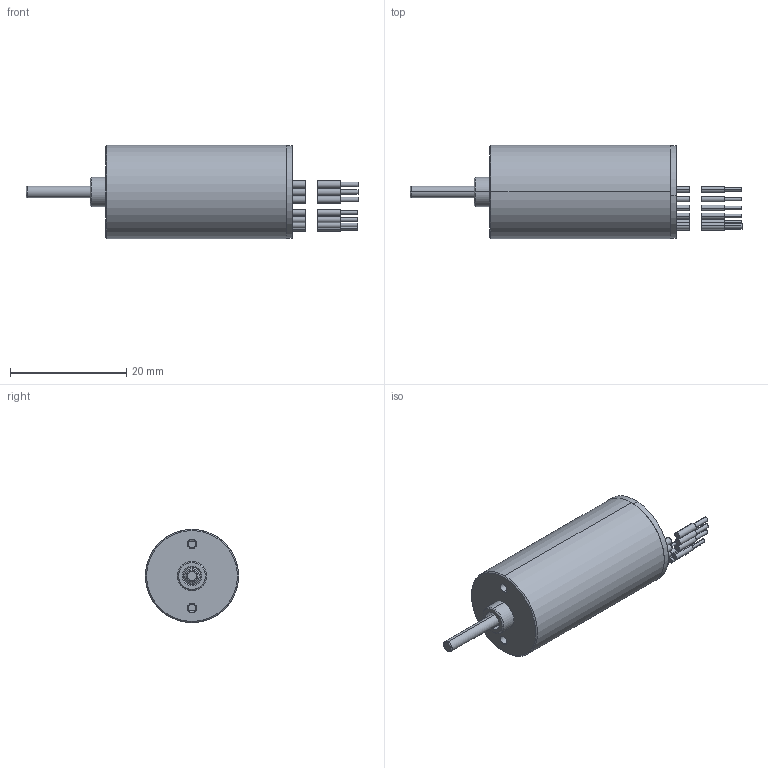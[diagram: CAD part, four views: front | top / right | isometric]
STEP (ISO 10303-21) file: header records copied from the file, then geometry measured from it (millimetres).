
FILE_DESCRIPTION (( 'STEP AP214' ), '1' );
FILE_NAME ('103503203.STEP', '2025-07-10T01:39:22', ( 'China' ), ( 'Microsoft' ), 'SwSTEP 2.0', 'SolidWorks 2025', '' );
FILE_SCHEMA (( 'AUTOMOTIVE_DESIGN' ));
Length unit declared in the file: millimetre
Products named in the file (1): 103503203
Bounding box: 57 x 16 x 16 mm (x, y, z)
Volume: 5742.7 mm3; surface area: 23131.3 mm2
Topology: 130 solids, 130 shells, 991 faces, 2055 edges, 1345 vertices
Faces by surface type: cylinder 591, plane 339, torus 44, cone 13, bspline 4
Entity records: 29833 total; most frequent: CARTESIAN_POINT 5734, DIRECTION 5305, ORIENTED_EDGE 4106, AXIS2_PLACEMENT_3D 2278, EDGE_CURVE 2053, VERTEX_POINT 1345, CIRCLE 1290, EDGE_LOOP 1264
